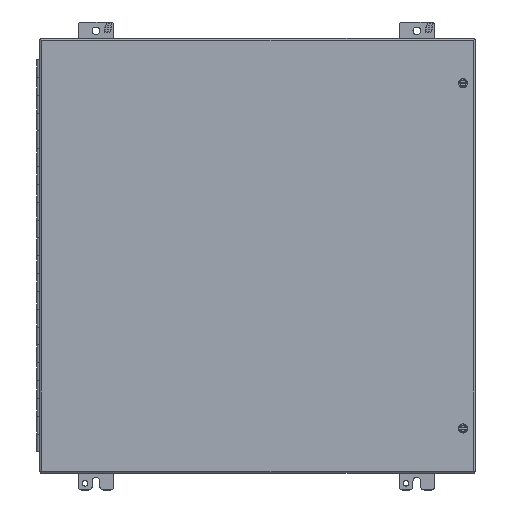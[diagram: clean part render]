
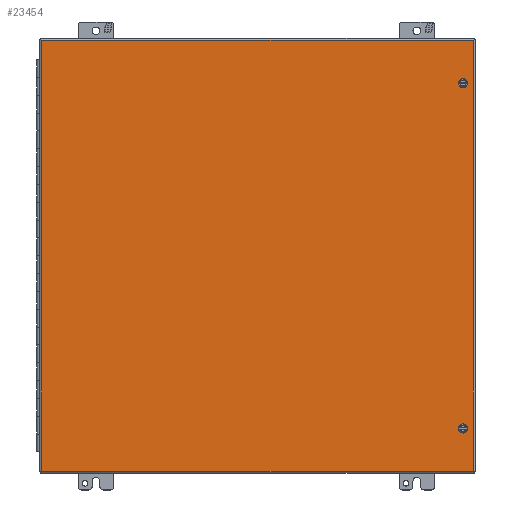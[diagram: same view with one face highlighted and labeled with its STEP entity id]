
A CAD part, top view. The second image highlights one B-rep face of the part: STEP entity #23454.
In plain terms, the highlighted planar face has unit normal (0, 0, 1).
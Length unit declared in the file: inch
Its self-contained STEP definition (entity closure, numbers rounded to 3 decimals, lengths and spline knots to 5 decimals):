
#361 = VERTEX_POINT ( 'NONE', #26860 ) ;
#493 = CIRCLE ( 'NONE', #18883, 0.133 ) ;
#554 = VECTOR ( 'NONE', #24935, 39.37008 ) ;
#1118 = CARTESIAN_POINT ( 'NONE',  ( 11.58998, 9.8195, 7.172 ) ) ;
#1497 = ORIENTED_EDGE ( 'NONE', *, *, #12216, .T. ) ;
#1545 = DIRECTION ( 'NONE',  ( 0., 0., -1. ) ) ;
#1762 = DIRECTION ( 'NONE',  ( 0., 0., -1. ) ) ;
#1813 = CIRCLE ( 'NONE', #26233, 0.133 ) ;
#2700 = AXIS2_PLACEMENT_3D ( 'NONE', #8734, #8825, #10948 ) ;
#2755 = CARTESIAN_POINT ( 'NONE',  ( 11.58998, -9.5535, 7.172 ) ) ;
#3000 = CARTESIAN_POINT ( 'NONE',  ( -12.05202, -12.0795, 7.172 ) ) ;
#3870 = VECTOR ( 'NONE', #17658, 39.37008 ) ;
#4030 = CARTESIAN_POINT ( 'NONE',  ( 11.58998, 9.6865, 7.172 ) ) ;
#4262 = PLANE ( 'NONE',  #2700 ) ;
#4297 = VERTEX_POINT ( 'NONE', #16862 ) ;
#4368 = CARTESIAN_POINT ( 'NONE',  ( -12.05202, -12.0795, 7.172 ) ) ;
#5424 = VECTOR ( 'NONE', #12760, 39.37008 ) ;
#5646 = CARTESIAN_POINT ( 'NONE',  ( 11.58998, 9.5535, 7.172 ) ) ;
#5905 = DIRECTION ( 'NONE',  ( 0., -1., 0. ) ) ;
#6091 = EDGE_CURVE ( 'NONE', #361, #21331, #25746, .T. ) ;
#6480 = CARTESIAN_POINT ( 'NONE',  ( -12.05202, -12.0795, 7.172 ) ) ;
#6650 = VERTEX_POINT ( 'NONE', #1118 ) ;
#6703 = EDGE_CURVE ( 'NONE', #6650, #27192, #493, .T. ) ;
#8154 = EDGE_LOOP ( 'NONE', ( #1497, #15106 ) ) ;
#8256 = CARTESIAN_POINT ( 'NONE',  ( 11.58998, 9.6865, 7.172 ) ) ;
#8620 = LINE ( 'NONE', #25024, #554 ) ;
#8734 = CARTESIAN_POINT ( 'NONE',  ( -12.05202, -12.0795, 7.172 ) ) ;
#8825 = DIRECTION ( 'NONE',  ( 0., 0., 1. ) ) ;
#10317 = DIRECTION ( 'NONE',  ( 0., -1., 0. ) ) ;
#10595 = ORIENTED_EDGE ( 'NONE', *, *, #28996, .T. ) ;
#10649 = CARTESIAN_POINT ( 'NONE',  ( 11.58998, -9.6865, 7.172 ) ) ;
#10948 = DIRECTION ( 'NONE',  ( 0., -1., 0. ) ) ;
#11031 = EDGE_CURVE ( 'NONE', #15269, #4297, #26973, .T. ) ;
#12216 = EDGE_CURVE ( 'NONE', #27192, #6650, #23407, .T. ) ;
#12760 = DIRECTION ( 'NONE',  ( -1., 0., 0. ) ) ;
#13627 = ORIENTED_EDGE ( 'NONE', *, *, #19214, .T. ) ;
#13676 = CARTESIAN_POINT ( 'NONE',  ( -12.05202, 12.0795, 7.172 ) ) ;
#14003 = EDGE_CURVE ( 'NONE', #4297, #361, #8620, .T. ) ;
#14872 = CARTESIAN_POINT ( 'NONE',  ( 11.58998, -9.6865, 7.172 ) ) ;
#15106 = ORIENTED_EDGE ( 'NONE', *, *, #6703, .T. ) ;
#15269 = VERTEX_POINT ( 'NONE', #4368 ) ;
#15963 = EDGE_LOOP ( 'NONE', ( #10595, #13627 ) ) ;
#16772 = EDGE_LOOP ( 'NONE', ( #19947, #27260, #26629, #20533 ) ) ;
#16862 = CARTESIAN_POINT ( 'NONE',  ( 12.16998, -12.0795, 7.172 ) ) ;
#17274 = DIRECTION ( 'NONE',  ( 0., -1., 0. ) ) ;
#17658 = DIRECTION ( 'NONE',  ( 1., 0., 0. ) ) ;
#18600 = FACE_OUTER_BOUND ( 'NONE', #16772, .T. ) ;
#18883 = AXIS2_PLACEMENT_3D ( 'NONE', #8256, #21450, #5905 ) ;
#19014 = CARTESIAN_POINT ( 'NONE',  ( -12.05202, 12.0795, 7.172 ) ) ;
#19214 = EDGE_CURVE ( 'NONE', #25387, #19231, #1813, .T. ) ;
#19231 = VERTEX_POINT ( 'NONE', #24398 ) ;
#19507 = LINE ( 'NONE', #3000, #24808 ) ;
#19860 = DIRECTION ( 'NONE',  ( 0., 0., -1. ) ) ;
#19947 = ORIENTED_EDGE ( 'NONE', *, *, #14003, .T. ) ;
#20533 = ORIENTED_EDGE ( 'NONE', *, *, #11031, .T. ) ;
#20630 = AXIS2_PLACEMENT_3D ( 'NONE', #14872, #1545, #26027 ) ;
#20809 = EDGE_CURVE ( 'NONE', #21331, #15269, #19507, .T. ) ;
#21082 = FACE_BOUND ( 'NONE', #8154, .T. ) ;
#21160 = DIRECTION ( 'NONE',  ( 0., -1., 0. ) ) ;
#21331 = VERTEX_POINT ( 'NONE', #13676 ) ;
#21450 = DIRECTION ( 'NONE',  ( 0., 0., -1. ) ) ;
#22131 = FACE_BOUND ( 'NONE', #15963, .T. ) ;
#23407 = CIRCLE ( 'NONE', #25467, 0.133 ) ;
#23454 = ADVANCED_FACE ( 'NONE', ( #18600, #21082, #22131 ), #4262, .T. ) ;
#24398 = CARTESIAN_POINT ( 'NONE',  ( 11.58998, -9.8195, 7.172 ) ) ;
#24808 = VECTOR ( 'NONE', #21160, 39.37008 ) ;
#24935 = DIRECTION ( 'NONE',  ( 0., 1., 0. ) ) ;
#25024 = CARTESIAN_POINT ( 'NONE',  ( 12.16998, -12.0795, 7.172 ) ) ;
#25387 = VERTEX_POINT ( 'NONE', #2755 ) ;
#25467 = AXIS2_PLACEMENT_3D ( 'NONE', #4030, #1762, #10317 ) ;
#25746 = LINE ( 'NONE', #19014, #5424 ) ;
#26027 = DIRECTION ( 'NONE',  ( 0., -1., 0. ) ) ;
#26233 = AXIS2_PLACEMENT_3D ( 'NONE', #10649, #19860, #17274 ) ;
#26629 = ORIENTED_EDGE ( 'NONE', *, *, #20809, .T. ) ;
#26860 = CARTESIAN_POINT ( 'NONE',  ( 12.16998, 12.0795, 7.172 ) ) ;
#26973 = LINE ( 'NONE', #6480, #3870 ) ;
#27192 = VERTEX_POINT ( 'NONE', #5646 ) ;
#27260 = ORIENTED_EDGE ( 'NONE', *, *, #6091, .T. ) ;
#27731 = CIRCLE ( 'NONE', #20630, 0.133 ) ;
#28996 = EDGE_CURVE ( 'NONE', #19231, #25387, #27731, .T. ) ;
